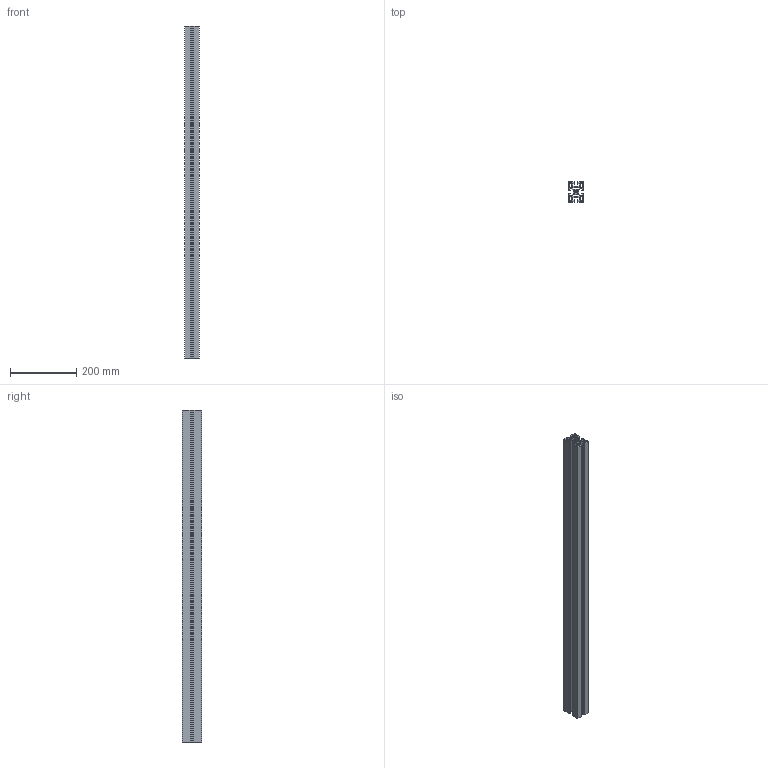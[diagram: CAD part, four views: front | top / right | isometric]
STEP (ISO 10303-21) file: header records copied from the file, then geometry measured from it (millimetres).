
FILE_DESCRIPTION((''),'2;1');
FILE_NAME('10013_PROFIL_45X60','2022-09-16T13:27:59',('PredragRovcanin'),('Audax d.o.o.'),'CREO PARAMETRIC BY PTC INC, 2020281','CREO PARAMETRIC BY PTC INC, 2020281','');
FILE_SCHEMA(('AUTOMOTIVE_DESIGN { 1 0 10303 214 1 1 1 1 }'));
Length unit declared in the file: millimetre
Products named in the file (1): 10013_PROFIL_45X60
Bounding box: 45 x 60 x 1000 mm (x, y, z)
Volume: 1082474.1 mm3; surface area: 732360.4 mm2
Topology: 1 solids, 1 shells, 122 faces, 360 edges, 240 vertices
Faces by surface type: plane 114, cylinder 8
Entity records: 5633 total; most frequent: CARTESIAN_POINT 725, ORIENTED_EDGE 720, DIRECTION 622, PRESENTATION_STYLE_ASSIGNMENT 364, STYLED_ITEM 364, CURVE_STYLE 361, EDGE_CURVE 360, VECTOR 344
